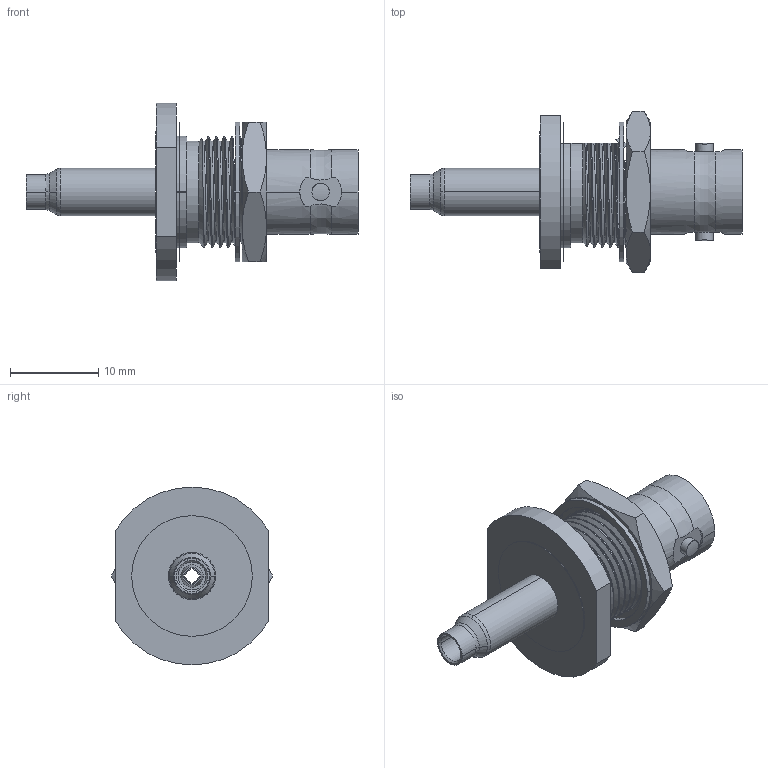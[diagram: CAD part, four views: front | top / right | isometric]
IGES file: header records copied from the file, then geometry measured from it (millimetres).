
Start section:  PTC IGES file: 31-245.igs
Global section: file name: 31-245.igs; native system: Pro/ENGINEER by Parametric Technology Corporation; preprocessor: 2010280; author: M.GOPI; organization: Unknown; date: 20120423.104606; units: millimetre
Bounding box: 37.72 x 18.33 x 20.19 mm (x, y, z)
Surface area: 2613 mm2 (no closed solid volume)
Topology: 0 solids, 0 shells, 139 faces, 1005 edges, 1005 vertices
Faces by surface type: revolution 93, bspline 46
